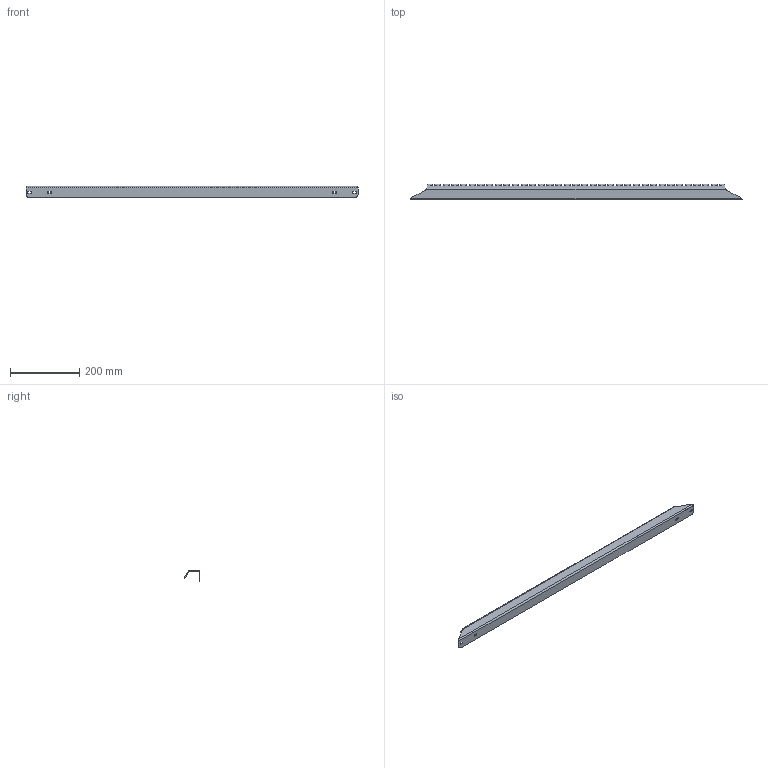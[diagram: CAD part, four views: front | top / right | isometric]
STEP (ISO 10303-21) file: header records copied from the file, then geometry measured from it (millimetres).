
FILE_DESCRIPTION (( 'STEP AP214' ), '1' );
FILE_NAME ('998.100.STEP', '2024-10-09T09:57:51', ( '' ), ( '' ), 'SwSTEP 2.0', 'SolidWorks 2021', '' );
FILE_SCHEMA (( 'AUTOMOTIVE_DESIGN' ));
Length unit declared in the file: millimetre
Products named in the file (1): 998.100
Bounding box: 960.59 x 45.35 x 32 mm (x, y, z)
Volume: 143701.2 mm3; surface area: 150916.9 mm2
Topology: 1 solids, 1 shells, 584 faces, 1746 edges, 1164 vertices
Faces by surface type: plane 292, cylinder 292
Entity records: 19944 total; most frequent: CARTESIAN_POINT 3617, ORIENTED_EDGE 3492, DIRECTION 3478, EDGE_CURVE 1746, VERTEX_POINT 1164, AXIS2_PLACEMENT_3D 1161, VECTOR 1156, LINE 1156
